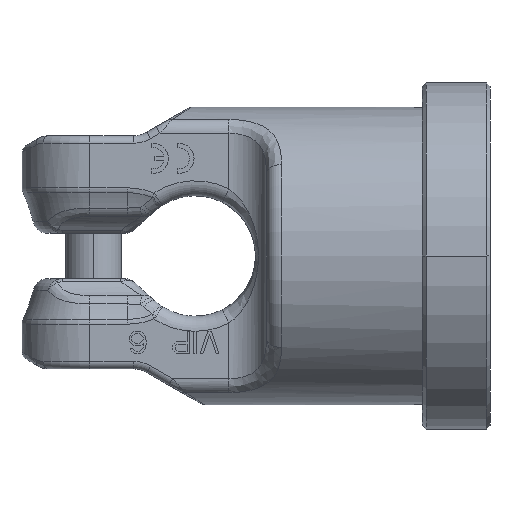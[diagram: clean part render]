
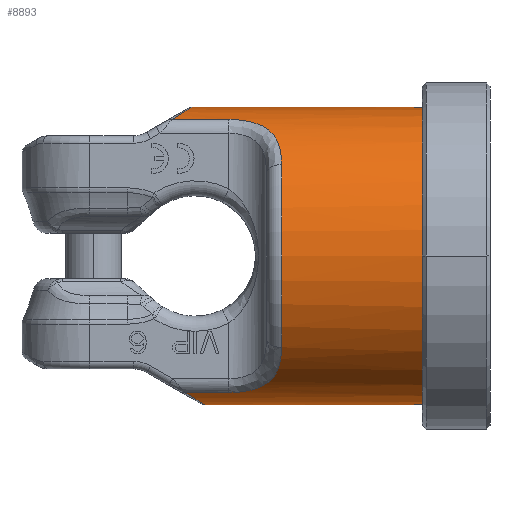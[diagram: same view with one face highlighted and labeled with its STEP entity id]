
A CAD part, front view. The second image highlights one B-rep face of the part: STEP entity #8893.
In plain terms, the highlighted cylindrical face has radius 19.75 mm (diameter 39.5 mm), a partial arc.
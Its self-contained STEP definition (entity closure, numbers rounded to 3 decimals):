
#759=DIRECTION('',(1.,0.,0.));
#760=VECTOR('',#759,28.932);
#761=CARTESIAN_POINT('',(24.268,0.,
-19.75));
#762=LINE('',#761,#760);
#818=CARTESIAN_POINT('',(24.268,0.,
-19.75));
#1257=CARTESIAN_POINT('',(53.2,0.,0.));
#1258=DIRECTION('',(1.,0.,0.));
#1259=DIRECTION('',(0.,0.,1.));
#1260=AXIS2_PLACEMENT_3D('',#1257,#1258,#1259);
#1262=CARTESIAN_POINT('',(21.636,-7.789,
-18.149));
#1263=CARTESIAN_POINT('',(22.021,-7.243,
-18.384));
#1264=CARTESIAN_POINT('',(22.696,-6.15,
-18.794));
#1265=CARTESIAN_POINT('',(23.434,-4.545,
-19.243));
#1266=CARTESIAN_POINT('',(23.927,-2.989,
-19.543));
#1267=CARTESIAN_POINT('',(24.208,-1.481,
-19.713));
#1268=CARTESIAN_POINT('',(24.268,-0.489,
-19.75));
#1269=CARTESIAN_POINT('',(24.268,0.,
-19.75));
#1271=DIRECTION('',(-1.,0.,0.));
#1272=VECTOR('',#1271,5.864);
#1273=CARTESIAN_POINT('',(27.5,-7.789,
-18.149));
#1274=LINE('',#1273,#1272);
#1275=CARTESIAN_POINT('',(34.5,-15.577,-12.141));
#1276=CARTESIAN_POINT('',(34.5,-15.351,
-12.431));
#1277=CARTESIAN_POINT('',(34.483,-14.854,
-13.036));
#1278=CARTESIAN_POINT('',(34.365,-13.954,
-14.));
#1279=CARTESIAN_POINT('',(34.101,-12.89,
-14.99));
#1280=CARTESIAN_POINT('',(33.594,-11.658,
-15.967));
#1281=CARTESIAN_POINT('',(32.851,-10.491,
-16.749));
#1282=CARTESIAN_POINT('',(31.961,-9.524,
-17.311));
#1283=CARTESIAN_POINT('',(30.95,-8.756,
-17.708));
#1284=CARTESIAN_POINT('',(29.849,-8.199,
-17.97));
#1285=CARTESIAN_POINT('',(28.678,-7.862,
-18.118));
#1286=CARTESIAN_POINT('',(27.896,-7.789,
-18.149));
#1287=CARTESIAN_POINT('',(27.5,-7.789,
-18.149));
#1289=CARTESIAN_POINT('',(34.5,0.,0.));
#1290=DIRECTION('',(1.,0.,0.));
#1291=DIRECTION('',(0.,-0.789,0.615));
#1292=AXIS2_PLACEMENT_3D('',#1289,#1290,#1291);
#1294=CARTESIAN_POINT('',(27.5,-7.789,18.149));
#1295=CARTESIAN_POINT('',(27.895,-7.789,18.149));
#1296=CARTESIAN_POINT('',(28.678,-7.862,18.118));
#1297=CARTESIAN_POINT('',(29.848,-8.199,17.97));
#1298=CARTESIAN_POINT('',(30.948,-8.755,17.709));
#1299=CARTESIAN_POINT('',(31.96,-9.522,17.312));
#1300=CARTESIAN_POINT('',(32.849,-10.488,16.751));
#1301=CARTESIAN_POINT('',(33.592,-11.654,15.969));
#1302=CARTESIAN_POINT('',(34.101,-12.887,14.993));
#1303=CARTESIAN_POINT('',(34.365,-13.952,14.001));
#1304=CARTESIAN_POINT('',(34.483,-14.854,13.036));
#1305=CARTESIAN_POINT('',(34.5,-15.351,12.431));
#1306=CARTESIAN_POINT('',(34.5,-15.577,12.141));
#1308=DIRECTION('',(1.,0.,0.));
#1309=VECTOR('',#1308,7.562);
#1310=CARTESIAN_POINT('',(19.938,-7.789,18.149));
#1311=LINE('',#1310,#1309);
#1312=CARTESIAN_POINT('',(22.571,0.,
19.75));
#1313=CARTESIAN_POINT('',(22.571,-0.494,
19.75));
#1314=CARTESIAN_POINT('',(22.509,-1.493,19.713));
#1315=CARTESIAN_POINT('',(22.226,-3.005,19.54));
#1316=CARTESIAN_POINT('',(21.731,-4.558,19.24));
#1317=CARTESIAN_POINT('',(20.995,-6.157,18.792));
#1318=CARTESIAN_POINT('',(20.322,-7.245,18.383));
#1319=CARTESIAN_POINT('',(19.938,-7.789,18.149));
#1321=DIRECTION('',(1.,0.,0.));
#1322=VECTOR('',#1321,30.629);
#1323=CARTESIAN_POINT('',(22.571,0.,
19.75));
#1324=LINE('',#1323,#1322);
#3131=CARTESIAN_POINT('',(21.636,-7.789,
-18.149));
#6269=VERTEX_POINT('',#1275);
#6270=VERTEX_POINT('',#1287);
#6281=VERTEX_POINT('',#1294);
#6282=VERTEX_POINT('',#1306);
#6685=VERTEX_POINT('',#818);
#6700=VERTEX_POINT('',#3131);
#6703=VERTEX_POINT('',#1312);
#6704=VERTEX_POINT('',#1319);
#7558=CARTESIAN_POINT('',(53.2,0.,19.75));
#7559=CARTESIAN_POINT('',(53.2,0.,-19.75));
#7560=VERTEX_POINT('',#7558);
#7561=VERTEX_POINT('',#7559);
#8868=CARTESIAN_POINT('',(0.,0.,0.));
#8869=DIRECTION('',(1.,0.,0.));
#8870=DIRECTION('',(0.,0.,-1.));
#8871=AXIS2_PLACEMENT_3D('',#8868,#8869,#8870);
#8872=CYLINDRICAL_SURFACE('',#8871,19.75);
#8874=ORIENTED_EDGE('',*,*,#8873,.T.);
#8875=ORIENTED_EDGE('',*,*,#7567,.F.);
#8877=ORIENTED_EDGE('',*,*,#8876,.F.);
#8879=ORIENTED_EDGE('',*,*,#8878,.F.);
#8881=ORIENTED_EDGE('',*,*,#8880,.F.);
#8883=ORIENTED_EDGE('',*,*,#8882,.F.);
#8885=ORIENTED_EDGE('',*,*,#8884,.F.);
#8887=ORIENTED_EDGE('',*,*,#8886,.F.);
#8889=ORIENTED_EDGE('',*,*,#8888,.F.);
#8890=ORIENTED_EDGE('',*,*,#7571,.T.);
#8891=EDGE_LOOP('',(#8874,#8875,#8877,#8879,#8881,#8883,#8885,#8887,#8889,
#8890));
#8892=FACE_OUTER_BOUND('',#8891,.F.);
#8893=ADVANCED_FACE('',(#8892),#8872,.T.);
#1261=CIRCLE('',#1260,19.75);
#1270=B_SPLINE_CURVE_WITH_KNOTS('',3,(#1262,#1263,#1264,#1265,#1266,#1267,#1268,
#1269),.UNSPECIFIED.,.F.,.F.,(4,1,1,1,1,4),(0.,0.2,0.4,0.6,0.8,1.),
.UNSPECIFIED.);
#1288=B_SPLINE_CURVE_WITH_KNOTS('',3,(#1275,#1276,#1277,#1278,#1279,#1280,#1281,
#1282,#1283,#1284,#1285,#1286,#1287),.UNSPECIFIED.,.F.,.F.,(4,1,1,1,1,1,1,1,1,1,
4),(0.,0.1,0.2,0.3,0.4,0.5,0.6,0.7,0.8,0.9,1.),
.UNSPECIFIED.);
#1293=CIRCLE('',#1292,19.75);
#1307=B_SPLINE_CURVE_WITH_KNOTS('',3,(#1294,#1295,#1296,#1297,#1298,#1299,#1300,
#1301,#1302,#1303,#1304,#1305,#1306),.UNSPECIFIED.,.F.,.F.,(4,1,1,1,1,1,1,1,1,1,
4),(0.,0.1,0.2,0.3,0.4,0.5,0.6,0.7,0.8,0.9,1.),
.UNSPECIFIED.);
#1320=B_SPLINE_CURVE_WITH_KNOTS('',3,(#1312,#1313,#1314,#1315,#1316,#1317,#1318,
#1319),.UNSPECIFIED.,.F.,.F.,(4,1,1,1,1,4),(0.,0.2,0.4,0.6,0.8,1.),
.UNSPECIFIED.);
#7567=EDGE_CURVE('',#6685,#7561,#762,.T.);
#7571=EDGE_CURVE('',#6703,#7560,#1324,.T.);
#8873=EDGE_CURVE('',#7560,#7561,#1261,.T.);
#8876=EDGE_CURVE('',#6700,#6685,#1270,.T.);
#8878=EDGE_CURVE('',#6270,#6700,#1274,.T.);
#8880=EDGE_CURVE('',#6269,#6270,#1288,.T.);
#8882=EDGE_CURVE('',#6282,#6269,#1293,.T.);
#8884=EDGE_CURVE('',#6281,#6282,#1307,.T.);
#8886=EDGE_CURVE('',#6704,#6281,#1311,.T.);
#8888=EDGE_CURVE('',#6703,#6704,#1320,.T.);
